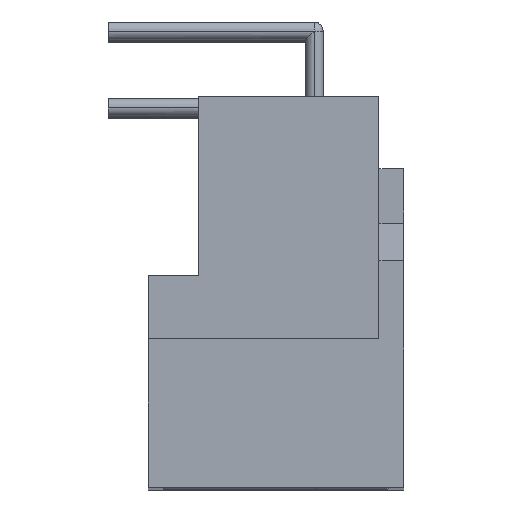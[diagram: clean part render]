
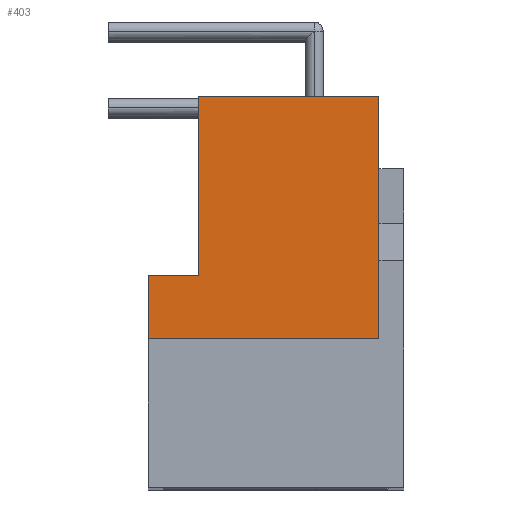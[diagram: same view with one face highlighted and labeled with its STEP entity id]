
A CAD part, top view. The second image highlights one B-rep face of the part: STEP entity #403.
In plain terms, the highlighted planar face has unit normal (0, 0, 1).
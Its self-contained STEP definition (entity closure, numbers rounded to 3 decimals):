
#403=ADVANCED_FACE('',(#1107),#1108,.T.);
#1107=FACE_OUTER_BOUND('',#1854,.T.);
#1108=PLANE('',#1855);
#1854=EDGE_LOOP('',(#4111,#4112,#4113,#4114,#4115,#4116));
#1855=AXIS2_PLACEMENT_3D('',#4117,#4118,#4119);
#4111=ORIENTED_EDGE('',*,*,#4926,.F.);
#4112=ORIENTED_EDGE('',*,*,#4927,.F.);
#4113=ORIENTED_EDGE('',*,*,#4928,.F.);
#4114=ORIENTED_EDGE('',*,*,#4925,.T.);
#4115=ORIENTED_EDGE('',*,*,#4916,.F.);
#4116=ORIENTED_EDGE('',*,*,#4929,.F.);
#4117=CARTESIAN_POINT('',(3.52,4.85,50.45));
#4118=DIRECTION('',(0.,0.,1.0));
#4119=DIRECTION('',(1.0,0.,0.0));
#4916=EDGE_CURVE('',#5973,#5975,#5976,.T.);
#4925=EDGE_CURVE('',#5988,#5975,#5990,.T.);
#4926=EDGE_CURVE('',#5991,#5992,#5993,.T.);
#4927=EDGE_CURVE('',#5994,#5991,#5995,.T.);
#4928=EDGE_CURVE('',#5988,#5994,#5996,.T.);
#4929=EDGE_CURVE('',#5992,#5973,#5997,.T.);
#5973=VERTEX_POINT('',#7747);
#5975=VERTEX_POINT('',#7750);
#5976=LINE('',#7751,#7752);
#5988=VERTEX_POINT('',#7771);
#5990=LINE('',#7774,#7775);
#5991=VERTEX_POINT('',#7776);
#5992=VERTEX_POINT('',#7777);
#5993=LINE('',#7778,#7779);
#5994=VERTEX_POINT('',#7780);
#5995=LINE('',#7781,#7782);
#5996=LINE('',#7783,#7784);
#5997=LINE('',#7785,#7786);
#7747=CARTESIAN_POINT('',(-2.58,7.05,50.45));
#7750=CARTESIAN_POINT('',(-2.58,13.0,50.45));
#7751=CARTESIAN_POINT('',(-2.58,7.05,50.45));
#7752=VECTOR('',#9082,1.0);
#7771=CARTESIAN_POINT('',(3.42,13.0,50.45));
#7774=CARTESIAN_POINT('',(3.42,13.0,50.45));
#7775=VECTOR('',#9091,1.0);
#7776=CARTESIAN_POINT('',(-4.25,4.95,50.45));
#7777=CARTESIAN_POINT('',(-4.25,7.05,50.45));
#7778=CARTESIAN_POINT('',(-4.25,4.95,50.45));
#7779=VECTOR('',#9092,1.0);
#7780=CARTESIAN_POINT('',(3.42,4.95,50.45));
#7781=CARTESIAN_POINT('',(3.42,4.95,50.45));
#7782=VECTOR('',#9093,1.0);
#7783=CARTESIAN_POINT('',(3.42,13.0,50.45));
#7784=VECTOR('',#9094,1.0);
#7785=CARTESIAN_POINT('',(-4.25,7.05,50.45));
#7786=VECTOR('',#9095,1.0);
#9082=DIRECTION('',(0.,1.0,0.0));
#9091=DIRECTION('',(-1.0,0.,0.0));
#9092=DIRECTION('',(0.,1.0,0.));
#9093=DIRECTION('',(-1.0,0.,0.0));
#9094=DIRECTION('',(0.,-1.0,0.0));
#9095=DIRECTION('',(1.0,0.,0.0));
